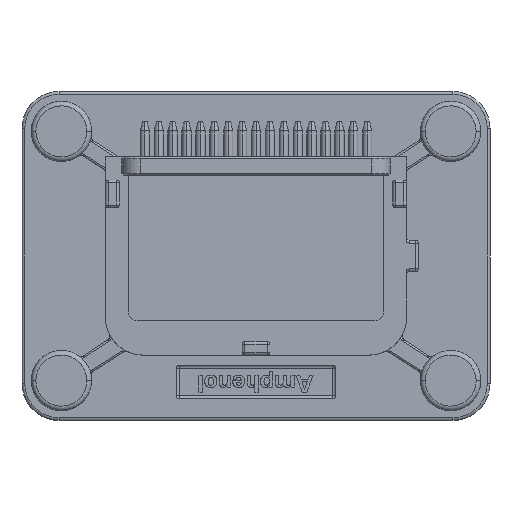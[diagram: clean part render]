
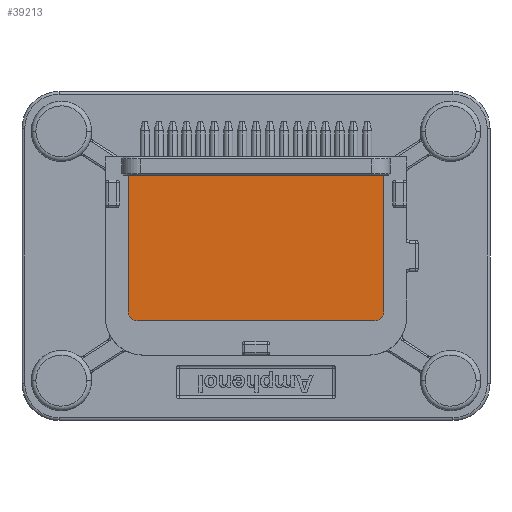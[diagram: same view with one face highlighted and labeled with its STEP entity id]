
A CAD part, front view. The second image highlights one B-rep face of the part: STEP entity #39213.
In plain terms, the highlighted planar face has unit normal (0, -1, 0).
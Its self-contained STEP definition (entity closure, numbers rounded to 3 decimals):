
#12569=DIRECTION('',(-1.,0.,0.));
#12570=VECTOR('',#12569,27.6);
#12571=CARTESIAN_POINT('',(13.8,-23.,8.7));
#12572=LINE('',#12571,#12570);
#12607=DIRECTION('',(0.,0.,-1.));
#12608=VECTOR('',#12607,14.7);
#12609=CARTESIAN_POINT('',(13.8,-23.,8.7));
#12610=LINE('',#12609,#12608);
#12611=CARTESIAN_POINT('',(12.8,-23.,-6.));
#12612=DIRECTION('',(0.,1.,0.));
#12613=DIRECTION('',(1.,0.,0.));
#12614=AXIS2_PLACEMENT_3D('',#12611,#12612,#12613);
#12616=DIRECTION('',(-1.,0.,0.));
#12617=VECTOR('',#12616,25.6);
#12618=CARTESIAN_POINT('',(12.8,-23.,-7.));
#12619=LINE('',#12618,#12617);
#12620=CARTESIAN_POINT('',(-12.8,-23.,-6.));
#12621=DIRECTION('',(0.,1.,0.));
#12622=DIRECTION('',(0.,0.,-1.));
#12623=AXIS2_PLACEMENT_3D('',#12620,#12621,#12622);
#12625=DIRECTION('',(0.,0.,1.));
#12626=VECTOR('',#12625,14.7);
#12627=CARTESIAN_POINT('',(-13.8,-23.,-6.));
#12628=LINE('',#12627,#12626);
#19163=CARTESIAN_POINT('',(13.8,-23.,-6.));
#19164=VERTEX_POINT('',#19163);
#19165=CARTESIAN_POINT('',(13.8,-23.,8.7));
#19166=VERTEX_POINT('',#19165);
#19167=CARTESIAN_POINT('',(12.8,-23.,-7.));
#19168=VERTEX_POINT('',#19167);
#19169=CARTESIAN_POINT('',(-12.8,-23.,-7.));
#19170=VERTEX_POINT('',#19169);
#19171=CARTESIAN_POINT('',(-13.8,-23.,-6.));
#19172=VERTEX_POINT('',#19171);
#19173=CARTESIAN_POINT('',(-13.8,-23.,8.7));
#19174=VERTEX_POINT('',#19173);
#39200=CARTESIAN_POINT('',(13.5,-23.,8.7));
#39201=DIRECTION('',(0.,-1.,0.));
#39202=DIRECTION('',(-1.,0.,0.));
#39203=AXIS2_PLACEMENT_3D('',#39200,#39201,#39202);
#39204=PLANE('',#39203);
#39205=ORIENTED_EDGE('',*,*,#39182,.F.);
#39206=ORIENTED_EDGE('',*,*,#39113,.T.);
#39207=ORIENTED_EDGE('',*,*,#39127,.T.);
#39208=ORIENTED_EDGE('',*,*,#39141,.T.);
#39209=ORIENTED_EDGE('',*,*,#39155,.T.);
#39210=ORIENTED_EDGE('',*,*,#39170,.T.);
#39211=EDGE_LOOP('',(#39205,#39206,#39207,#39208,#39209,#39210));
#39212=FACE_OUTER_BOUND('',#39211,.F.);
#39213=ADVANCED_FACE('',(#39212),#39204,.T.);
#12615=CIRCLE('',#12614,1.);
#12624=CIRCLE('',#12623,1.);
#39113=EDGE_CURVE('',#19166,#19164,#12610,.T.);
#39127=EDGE_CURVE('',#19164,#19168,#12615,.T.);
#39141=EDGE_CURVE('',#19168,#19170,#12619,.T.);
#39155=EDGE_CURVE('',#19170,#19172,#12624,.T.);
#39170=EDGE_CURVE('',#19172,#19174,#12628,.T.);
#39182=EDGE_CURVE('',#19166,#19174,#12572,.T.);
